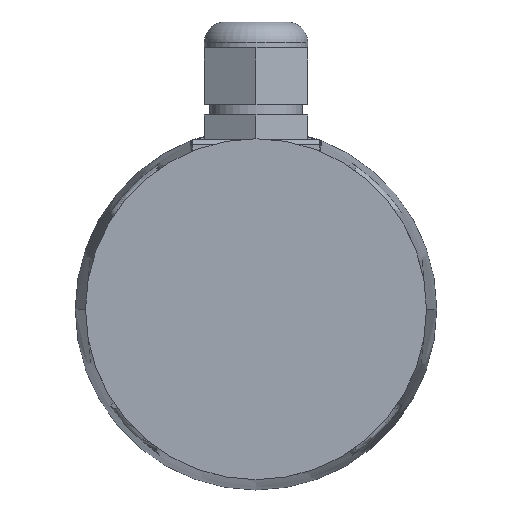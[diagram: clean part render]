
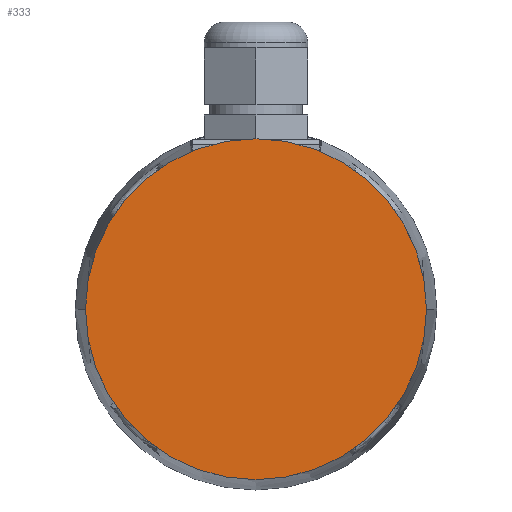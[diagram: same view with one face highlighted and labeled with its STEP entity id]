
A CAD part, front view. The second image highlights one B-rep face of the part: STEP entity #333.
In plain terms, the highlighted planar face has unit normal (0, -1, 0).
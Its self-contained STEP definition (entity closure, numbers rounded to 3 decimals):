
#333=ADVANCED_FACE('NONE',(#809),#810,.T.);
#809=FACE_OUTER_BOUND('',#1444,.T.);
#810=PLANE('',#1445);
#1444=EDGE_LOOP('',(#4806,#4807));
#1445=AXIS2_PLACEMENT_3D('',#4808,#4809,#4810);
#4806=ORIENTED_EDGE('',*,*,#6344,.F.);
#4807=ORIENTED_EDGE('',*,*,#6279,.F.);
#4808=CARTESIAN_POINT('',(35.,0.0,51.38));
#4809=DIRECTION('',(0.0,-1.0,0.0));
#4810=DIRECTION('',(0.0,0.0,-1.0));
#6279=EDGE_CURVE('NONE',#7121,#7123,#7124,.T.);
#6344=EDGE_CURVE('NONE',#7123,#7121,#7215,.T.);
#7121=VERTEX_POINT('NONE',#8733);
#7123=VERTEX_POINT('NONE',#8736);
#7124=CIRCLE('',#8737,33.0);
#7215=CIRCLE('',#8873,33.0);
#8733=CARTESIAN_POINT('',(68.,0.0,34.88));
#8736=CARTESIAN_POINT('',(2.,0.0,34.88));
#8737=AXIS2_PLACEMENT_3D('',#11429,#11430,#11431);
#8873=AXIS2_PLACEMENT_3D('',#11494,#11495,#11496);
#11429=CARTESIAN_POINT('',(35.,0.0,34.88));
#11430=DIRECTION('',(0.0,1.0,-0.0));
#11431=DIRECTION('',(-1.0,0.0,0.0));
#11494=CARTESIAN_POINT('',(35.,0.0,34.88));
#11495=DIRECTION('',(0.0,1.0,-0.0));
#11496=DIRECTION('',(-1.0,0.0,0.0));
